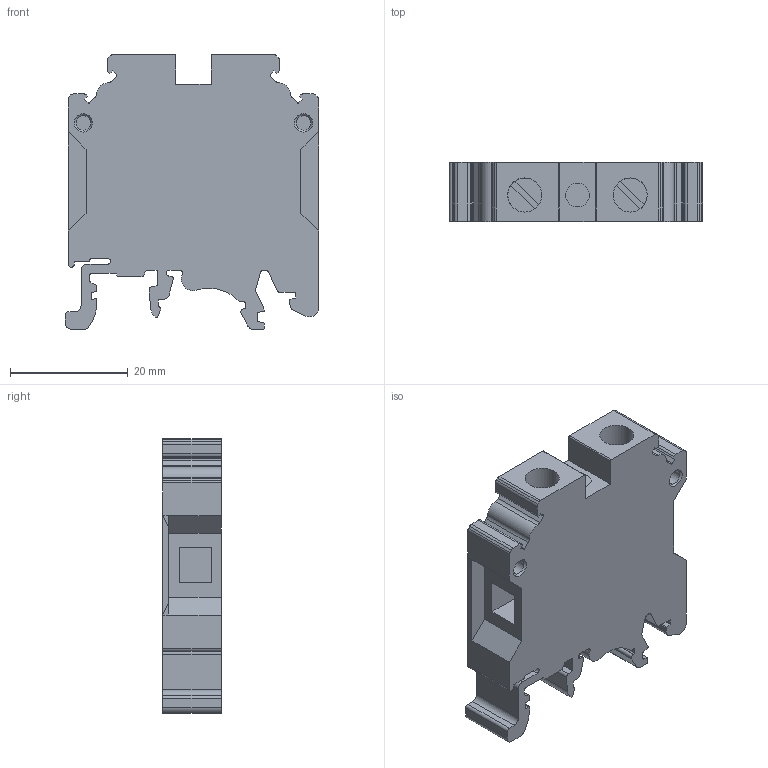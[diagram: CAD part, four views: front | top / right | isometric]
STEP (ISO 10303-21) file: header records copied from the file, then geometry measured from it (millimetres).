
FILE_DESCRIPTION (( 'STEP AP214' ), '1' );
FILE_NAME ('CTS-10 - stp.STEP', '2023-10-06T14:09:50', ( '' ), ( '' ), 'SwSTEP 2.0', 'SolidWorks 2022', '' );
FILE_SCHEMA (( 'AUTOMOTIVE_DESIGN' ));
Length unit declared in the file: millimetre
Products named in the file (1): CTS-10 - stp
Bounding box: 43.01 x 10 x 46.65 mm (x, y, z)
Volume: 14014.7 mm3; surface area: 6731.8 mm2
Topology: 1 solids, 1 shells, 207 faces, 583 edges, 385 vertices
Faces by surface type: plane 127, cylinder 78, cone 2
Full cylindrical faces by diameter (mm): 2.5 x2, 4 x1, 5.8 x2
Entity records: 6676 total; most frequent: CARTESIAN_POINT 1163, DIRECTION 1153, ORIENTED_EDGE 1146, EDGE_CURVE 573, VECTOR 409, LINE 409, VERTEX_POINT 382, AXIS2_PLACEMENT_3D 372
